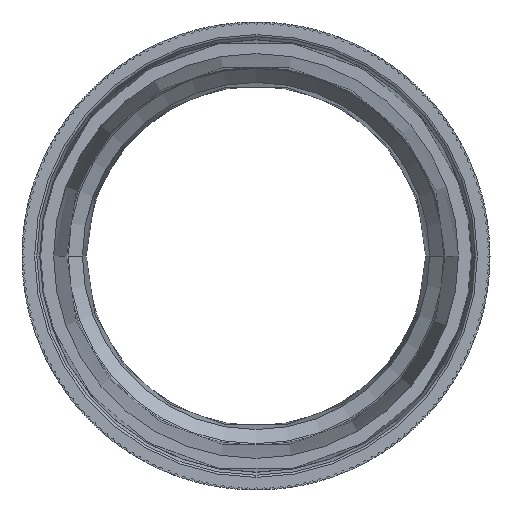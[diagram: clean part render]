
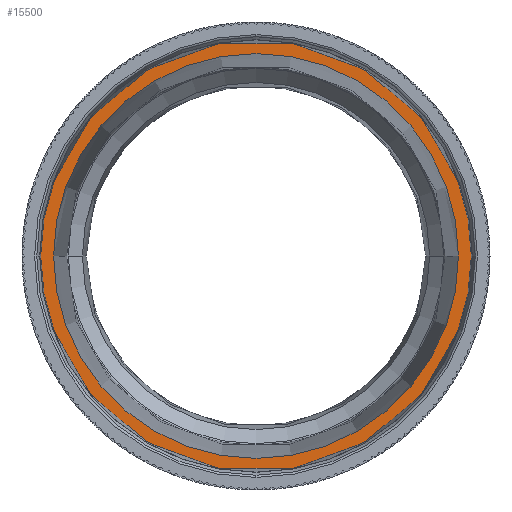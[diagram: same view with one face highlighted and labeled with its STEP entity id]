
A CAD part, left-side view. The second image highlights one B-rep face of the part: STEP entity #15500.
In plain terms, the highlighted planar face has unit normal (-1, 0, 0).
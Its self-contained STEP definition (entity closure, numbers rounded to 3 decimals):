
#50=CARTESIAN_POINT('',(9.3,0.,0.));
#51=DIRECTION('',(-1.,0.,0.));
#52=DIRECTION('',(0.,-1.,0.));
#53=AXIS2_PLACEMENT_3D('',#50,#51,#52);
#58=CARTESIAN_POINT('',(9.3,0.,0.));
#59=DIRECTION('',(-1.,0.,0.));
#60=DIRECTION('',(0.,1.,0.));
#61=AXIS2_PLACEMENT_3D('',#58,#59,#60);
#66=CARTESIAN_POINT('',(9.3,0.,0.));
#67=DIRECTION('',(-1.,0.,0.));
#68=DIRECTION('',(0.,0.,1.));
#69=AXIS2_PLACEMENT_3D('',#66,#67,#68);
#74=CARTESIAN_POINT('',(9.3,0.,0.));
#75=DIRECTION('',(1.,0.,0.));
#76=DIRECTION('',(0.,-1.,0.));
#77=AXIS2_PLACEMENT_3D('',#74,#75,#76);
#82=CARTESIAN_POINT('',(9.3,0.,0.));
#83=DIRECTION('',(1.,0.,0.));
#84=DIRECTION('',(0.,1.,0.));
#85=AXIS2_PLACEMENT_3D('',#82,#83,#84);
#13084=CARTESIAN_POINT('',(9.3,0.,18.4));
#13085=CARTESIAN_POINT('',(9.3,18.4,0.));
#13086=VERTEX_POINT('',#13084);
#13087=VERTEX_POINT('',#13085);
#15332=CARTESIAN_POINT('',(9.3,-18.4,0.));
#15334=VERTEX_POINT('',#15332);
#15351=CARTESIAN_POINT('',(9.3,17.3,0.));
#15353=VERTEX_POINT('',#15351);
#15354=CARTESIAN_POINT('',(9.3,-17.3,0.));
#15355=VERTEX_POINT('',#15354);
#15484=CARTESIAN_POINT('',(9.3,17.85,0.));
#15485=DIRECTION('',(-1.,0.,0.));
#15486=DIRECTION('',(0.,0.,1.));
#15487=AXIS2_PLACEMENT_3D('',#15484,#15485,#15486);
#15488=PLANE('',#15487);
#15489=ORIENTED_EDGE('',*,*,#15472,.F.);
#15490=ORIENTED_EDGE('',*,*,#15461,.F.);
#15491=ORIENTED_EDGE('',*,*,#15474,.F.);
#15492=EDGE_LOOP('',(#15489,#15490,#15491));
#15493=FACE_OUTER_BOUND('',#15492,.F.);
#15495=ORIENTED_EDGE('',*,*,#15494,.F.);
#15497=ORIENTED_EDGE('',*,*,#15496,.F.);
#15498=EDGE_LOOP('',(#15495,#15497));
#15499=FACE_BOUND('',#15498,.F.);
#15500=ADVANCED_FACE('',(#15493,#15499),#15488,.T.);
#54=CIRCLE('',#53,18.4);
#62=CIRCLE('',#61,18.4);
#70=CIRCLE('',#69,18.4);
#78=CIRCLE('',#77,17.3);
#86=CIRCLE('',#85,17.3);
#15461=EDGE_CURVE('',#13087,#15334,#62,.T.);
#15472=EDGE_CURVE('',#15334,#13086,#54,.T.);
#15474=EDGE_CURVE('',#13086,#13087,#70,.T.);
#15494=EDGE_CURVE('',#15355,#15353,#78,.T.);
#15496=EDGE_CURVE('',#15353,#15355,#86,.T.);
